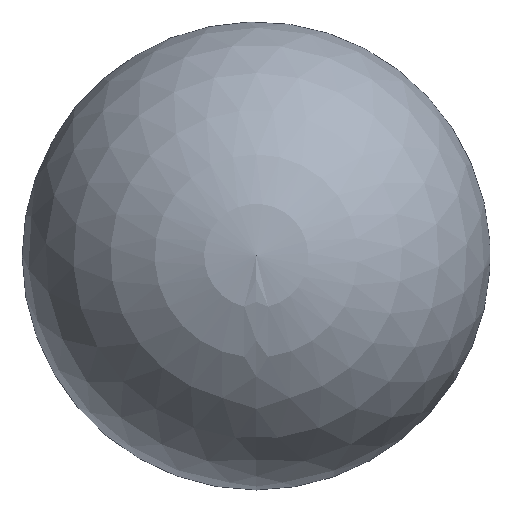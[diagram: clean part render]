
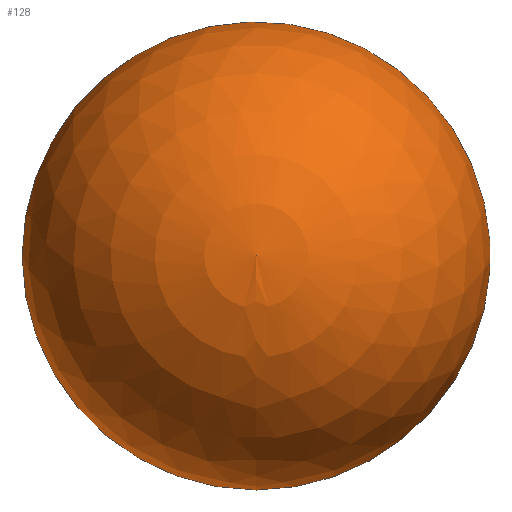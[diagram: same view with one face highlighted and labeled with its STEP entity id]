
A CAD part, left-side view. The second image highlights one B-rep face of the part: STEP entity #128.
In plain terms, the highlighted spherical face has radius 347.5 mm.
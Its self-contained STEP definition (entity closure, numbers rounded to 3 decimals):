
#22 = FACE_OUTER_BOUND ( 'NONE', #56, .T. ) ;
#29 = VERTEX_POINT ( 'NONE', #66 ) ;
#30 = SPHERICAL_SURFACE ( 'NONE', #61, 347.5 ) ;
#35 = VERTEX_POINT ( 'NONE', #114 ) ;
#37 = CARTESIAN_POINT ( 'NONE',  ( 0., 0., 0. ) ) ;
#42 = DIRECTION ( 'NONE',  ( -1., 0., 0. ) ) ;
#46 = ORIENTED_EDGE ( 'NONE', *, *, #139, .T. ) ;
#56 = EDGE_LOOP ( 'NONE', ( #46, #95, #133 ) ) ;
#57 = DIRECTION ( 'NONE',  ( 0., 0., 1. ) ) ;
#60 = CIRCLE ( 'NONE', #188, 347.5 ) ;
#61 = AXIS2_PLACEMENT_3D ( 'NONE', #134, #179, #86 ) ;
#66 = CARTESIAN_POINT ( 'NONE',  ( 0., -346.84, 21.4 ) ) ;
#86 = DIRECTION ( 'NONE',  ( 0., 0., -1. ) ) ;
#90 = AXIS2_PLACEMENT_3D ( 'NONE', #37, #149, #132 ) ;
#95 = ORIENTED_EDGE ( 'NONE', *, *, #162, .T. ) ;
#114 = CARTESIAN_POINT ( 'NONE',  ( 0., -346.84, -21.4 ) ) ;
#115 = VERTEX_POINT ( 'NONE', #148 ) ;
#116 = CARTESIAN_POINT ( 'NONE',  ( 0., -346.84, 0. ) ) ;
#117 = EDGE_CURVE ( 'NONE', #35, #115, #119, .T. ) ;
#119 = CIRCLE ( 'NONE', #90, 347.5 ) ;
#120 = CARTESIAN_POINT ( 'NONE',  ( 0., 0., 0. ) ) ;
#128 = ADVANCED_FACE ( 'NONE', ( #22 ), #30, .T. ) ;
#132 = DIRECTION ( 'NONE',  ( 0., 0., -1. ) ) ;
#133 = ORIENTED_EDGE ( 'NONE', *, *, #117, .F. ) ;
#134 = CARTESIAN_POINT ( 'NONE',  ( 0., 0., 0. ) ) ;
#139 = EDGE_CURVE ( 'NONE', #35, #29, #186, .T. ) ;
#148 = CARTESIAN_POINT ( 'NONE',  ( 0., 347.5, 0. ) ) ;
#149 = DIRECTION ( 'NONE',  ( 1., 0., 0. ) ) ;
#153 = DIRECTION ( 'NONE',  ( 0., 0., 1. ) ) ;
#162 = EDGE_CURVE ( 'NONE', #29, #115, #60, .T. ) ;
#171 = AXIS2_PLACEMENT_3D ( 'NONE', #116, #192, #57 ) ;
#179 = DIRECTION ( 'NONE',  ( -1., 0., 0. ) ) ;
#186 = CIRCLE ( 'NONE', #171, 21.4 ) ;
#188 = AXIS2_PLACEMENT_3D ( 'NONE', #120, #42, #153 ) ;
#192 = DIRECTION ( 'NONE',  ( 0., 1., 0. ) ) ;
